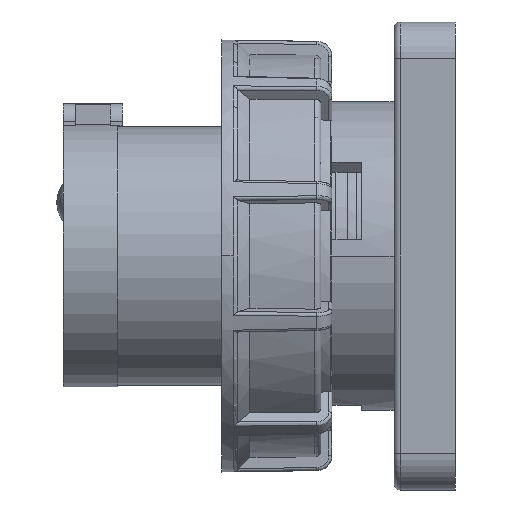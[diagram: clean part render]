
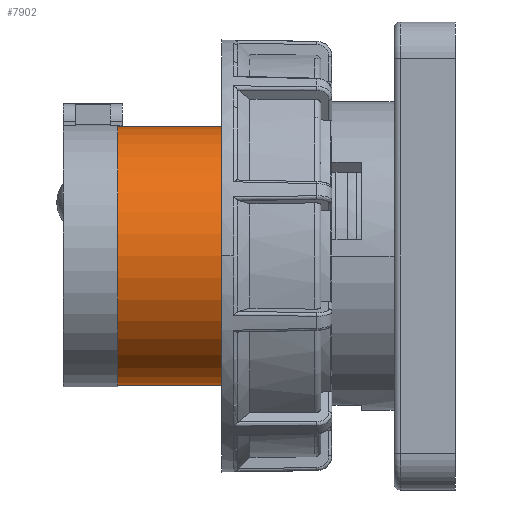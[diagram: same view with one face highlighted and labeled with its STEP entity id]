
A CAD part, left-side view. The second image highlights one B-rep face of the part: STEP entity #7902.
In plain terms, the highlighted cylindrical face has radius 21.12 mm (diameter 42.241 mm), a partial arc.
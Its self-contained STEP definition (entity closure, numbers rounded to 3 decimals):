
#5660=CARTESIAN_POINT('',(0.,33.38,0.));
#5661=DIRECTION('',(0.,1.,0.));
#5662=DIRECTION('',(0.,0.,-1.));
#5663=AXIS2_PLACEMENT_3D('',#5660,#5661,#5662);
#5665=DIRECTION('',(0.,1.,0.));
#5666=VECTOR('',#5665,21.811);
#5667=CARTESIAN_POINT('',(0.,33.38,-21.12));
#5668=LINE('',#5667,#5666);
#5674=DIRECTION('',(0.,1.,0.));
#5675=VECTOR('',#5674,21.811);
#5676=CARTESIAN_POINT('',(0.,33.38,21.12));
#5677=LINE('',#5676,#5675);
#5683=CARTESIAN_POINT('',(0.,55.191,0.));
#5684=DIRECTION('',(0.,1.,0.));
#5685=DIRECTION('',(0.,0.,-1.));
#5686=AXIS2_PLACEMENT_3D('',#5683,#5684,#5685);
#7182=CARTESIAN_POINT('',(0.,33.38,-21.12));
#7183=CARTESIAN_POINT('',(0.,55.191,-21.12));
#7184=VERTEX_POINT('',#7182);
#7185=VERTEX_POINT('',#7183);
#7198=CARTESIAN_POINT('',(0.,33.38,21.12));
#7199=CARTESIAN_POINT('',(0.,55.191,21.12));
#7200=VERTEX_POINT('',#7198);
#7201=VERTEX_POINT('',#7199);
#7888=CARTESIAN_POINT('',(0.,11.949,0.));
#7889=DIRECTION('',(0.,1.,0.));
#7890=DIRECTION('',(0.,0.,-1.));
#7891=AXIS2_PLACEMENT_3D('',#7888,#7889,#7890);
#7892=CYLINDRICAL_SURFACE('',#7891,21.12);
#7894=ORIENTED_EDGE('',*,*,#7893,.T.);
#7896=ORIENTED_EDGE('',*,*,#7895,.T.);
#7898=ORIENTED_EDGE('',*,*,#7897,.F.);
#7899=ORIENTED_EDGE('',*,*,#7881,.F.);
#7900=EDGE_LOOP('',(#7894,#7896,#7898,#7899));
#7901=FACE_OUTER_BOUND('',#7900,.F.);
#5664=CIRCLE('',#5663,21.12);
#5687=CIRCLE('',#5686,21.12);
#7881=EDGE_CURVE('',#7184,#7200,#5664,.T.);
#7893=EDGE_CURVE('',#7184,#7185,#5668,.T.);
#7895=EDGE_CURVE('',#7185,#7201,#5687,.T.);
#7897=EDGE_CURVE('',#7200,#7201,#5677,.T.);
#7902=ADVANCED_FACE('',(#7901),#7892,.T.);
